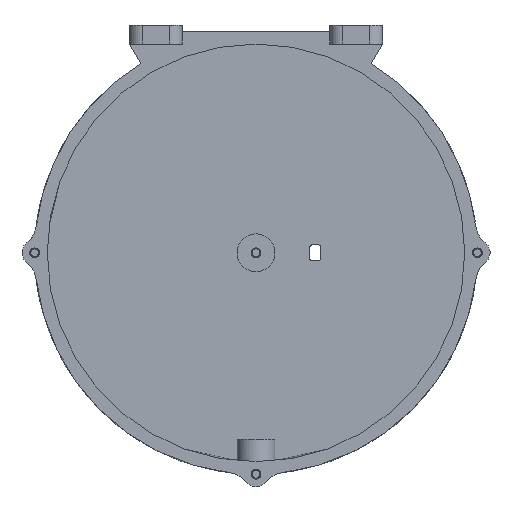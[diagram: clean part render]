
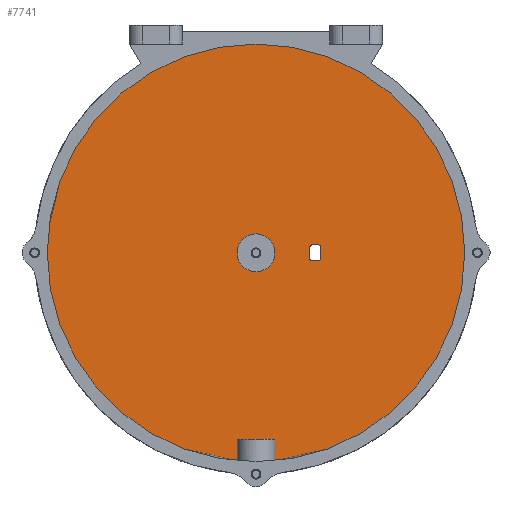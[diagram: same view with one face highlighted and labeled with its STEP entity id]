
A CAD part, left-side view. The second image highlights one B-rep face of the part: STEP entity #7741.
In plain terms, the highlighted planar face has unit normal (-1, 0, 0).
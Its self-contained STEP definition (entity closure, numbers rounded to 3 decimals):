
#41=FACE_BOUND('',#928,.T.);
#42=FACE_BOUND('',#929,.T.);
#74=PLANE('',#8242);
#496=FACE_OUTER_BOUND('',#927,.T.);
#927=EDGE_LOOP('',(#6929));
#928=EDGE_LOOP('',(#6930));
#929=EDGE_LOOP('',(#6931,#6932,#6933,#6934,#6935,#6936,#6937,#6938));
#961=CIRCLE('',#8111,6.);
#978=CIRCLE('',#8138,0.75);
#979=CIRCLE('',#8141,0.75);
#981=CIRCLE('',#8146,0.75);
#982=CIRCLE('',#8148,0.75);
#1023=CIRCLE('',#8243,66.);
#2067=LINE('',#23646,#2476);
#2070=LINE('',#23654,#2479);
#2083=LINE('',#23687,#2492);
#2084=LINE('',#23689,#2493);
#2476=VECTOR('',#9343,10.);
#2479=VECTOR('',#9352,10.);
#2492=VECTOR('',#9379,10.);
#2493=VECTOR('',#9382,10.);
#3236=VERTEX_POINT('',#23585);
#3253=VERTEX_POINT('',#23638);
#3254=VERTEX_POINT('',#23640);
#3255=VERTEX_POINT('',#23644);
#3256=VERTEX_POINT('',#23648);
#3257=VERTEX_POINT('',#23652);
#3268=VERTEX_POINT('',#23677);
#3269=VERTEX_POINT('',#23681);
#3270=VERTEX_POINT('',#23683);
#3355=VERTEX_POINT('',#32154);
#4358=EDGE_CURVE('',#3236,#3236,#961,.T.);
#4384=EDGE_CURVE('',#3253,#3254,#978,.T.);
#4387=EDGE_CURVE('',#3253,#3255,#2067,.T.);
#4389=EDGE_CURVE('',#3256,#3255,#979,.T.);
#4391=EDGE_CURVE('',#3256,#3257,#2070,.T.);
#4403=EDGE_CURVE('',#3268,#3257,#981,.T.);
#4405=EDGE_CURVE('',#3269,#3270,#982,.T.);
#4407=EDGE_CURVE('',#3268,#3270,#2083,.T.);
#4408=EDGE_CURVE('',#3269,#3254,#2084,.T.);
#4557=EDGE_CURVE('',#3355,#3355,#1023,.T.);
#6929=ORIENTED_EDGE('',*,*,#4557,.F.);
#6930=ORIENTED_EDGE('',*,*,#4358,.T.);
#6931=ORIENTED_EDGE('',*,*,#4387,.T.);
#6932=ORIENTED_EDGE('',*,*,#4389,.F.);
#6933=ORIENTED_EDGE('',*,*,#4391,.T.);
#6934=ORIENTED_EDGE('',*,*,#4403,.F.);
#6935=ORIENTED_EDGE('',*,*,#4407,.T.);
#6936=ORIENTED_EDGE('',*,*,#4405,.F.);
#6937=ORIENTED_EDGE('',*,*,#4408,.T.);
#6938=ORIENTED_EDGE('',*,*,#4384,.F.);
#7741=ADVANCED_FACE('',(#496,#41,#42),#74,.F.);
#8111=AXIS2_PLACEMENT_3D('',#23587,#9274,#9275);
#8138=AXIS2_PLACEMENT_3D('',#23641,#9337,#9338);
#8141=AXIS2_PLACEMENT_3D('',#23650,#9347,#9348);
#8146=AXIS2_PLACEMENT_3D('',#23679,#9369,#9370);
#8148=AXIS2_PLACEMENT_3D('',#23684,#9374,#9375);
#8242=AXIS2_PLACEMENT_3D('',#32153,#9621,#9622);
#8243=AXIS2_PLACEMENT_3D('',#32155,#9623,#9624);
#9274=DIRECTION('center_axis',(1.,0.,0.));
#9275=DIRECTION('ref_axis',(0.,0.,-1.));
#9337=DIRECTION('center_axis',(-1.,0.,0.));
#9338=DIRECTION('ref_axis',(0.,-0.707,-0.707));
#9343=DIRECTION('',(0.,1.,0.));
#9347=DIRECTION('center_axis',(-1.,0.,0.));
#9348=DIRECTION('ref_axis',(0.,0.707,-0.707));
#9352=DIRECTION('',(0.,0.,1.));
#9369=DIRECTION('center_axis',(-1.,0.,0.));
#9370=DIRECTION('ref_axis',(0.,0.707,0.707));
#9374=DIRECTION('center_axis',(-1.,0.,0.));
#9375=DIRECTION('ref_axis',(0.,-0.707,0.707));
#9379=DIRECTION('',(0.,-1.,0.));
#9382=DIRECTION('',(0.,0.,-1.));
#9621=DIRECTION('center_axis',(1.,0.,0.));
#9622=DIRECTION('ref_axis',(0.,0.,-1.));
#9623=DIRECTION('center_axis',(1.,0.,0.));
#9624=DIRECTION('ref_axis',(0.,0.,-1.));
#23585=CARTESIAN_POINT('',(82.,10.,6.));
#23587=CARTESIAN_POINT('Origin',(82.,10.,0.));
#23638=CARTESIAN_POINT('',(82.,-9.75,-2.5));
#23640=CARTESIAN_POINT('',(82.,-10.5,-1.75));
#23641=CARTESIAN_POINT('Origin',(82.,-9.75,-1.75));
#23644=CARTESIAN_POINT('',(82.,-7.75,-2.5));
#23646=CARTESIAN_POINT('',(82.,-0.25,-2.5));
#23648=CARTESIAN_POINT('',(82.,-7.,-1.75));
#23650=CARTESIAN_POINT('Origin',(82.,-7.75,-1.75));
#23652=CARTESIAN_POINT('',(82.,-7.,1.75));
#23654=CARTESIAN_POINT('',(82.,-7.,-1.25));
#23677=CARTESIAN_POINT('',(82.,-7.75,2.5));
#23679=CARTESIAN_POINT('Origin',(82.,-7.75,1.75));
#23681=CARTESIAN_POINT('',(82.,-10.5,1.75));
#23683=CARTESIAN_POINT('',(82.,-9.75,2.5));
#23684=CARTESIAN_POINT('Origin',(82.,-9.75,1.75));
#23687=CARTESIAN_POINT('',(82.,1.5,2.5));
#23689=CARTESIAN_POINT('',(82.,-10.5,1.25));
#32153=CARTESIAN_POINT('Origin',(82.,10.,0.));
#32154=CARTESIAN_POINT('',(82.,10.,66.));
#32155=CARTESIAN_POINT('Origin',(82.,10.,0.));
